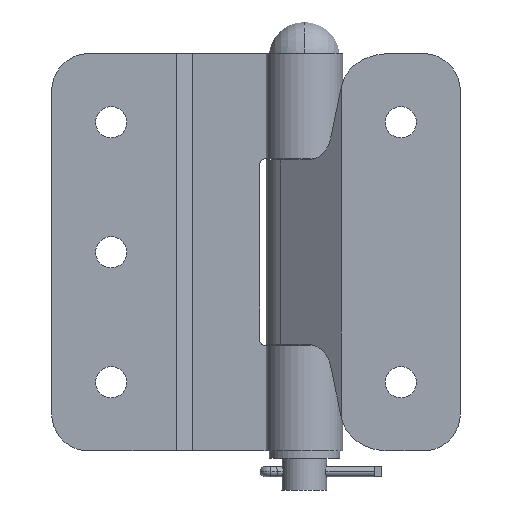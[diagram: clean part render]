
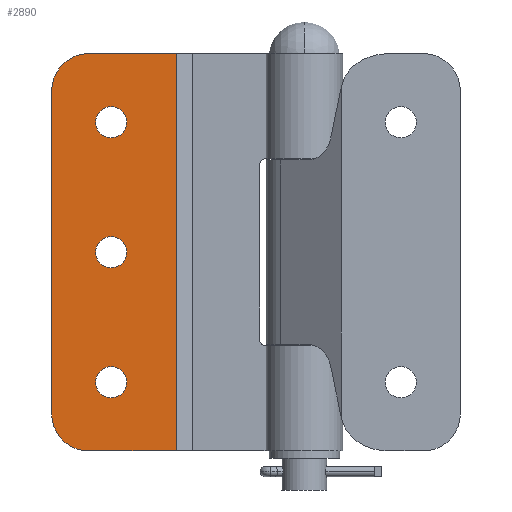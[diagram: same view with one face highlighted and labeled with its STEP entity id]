
A CAD part, left-side view. The second image highlights one B-rep face of the part: STEP entity #2890.
In plain terms, the highlighted face is planar.
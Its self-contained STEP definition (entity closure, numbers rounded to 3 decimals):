
#9 = VERTEX_POINT ( 'NONE', #1201 ) ;
#25 = VERTEX_POINT ( 'NONE', #1261 ) ;
#137 = VERTEX_POINT ( 'NONE', #1284 ) ;
#138 = VERTEX_POINT ( 'NONE', #1314 ) ;
#312 = VERTEX_POINT ( 'NONE', #1321 ) ;
#352 = VERTEX_POINT ( 'NONE', #1510 ) ;
#464 = VERTEX_POINT ( 'NONE', #1442 ) ;
#489 = VERTEX_POINT ( 'NONE', #1426 ) ;
#494 = VERTEX_POINT ( 'NONE', #1430 ) ;
#499 = VERTEX_POINT ( 'NONE', #1162 ) ;
#518 = VERTEX_POINT ( 'NONE', #1163 ) ;
#526 = VERTEX_POINT ( 'NONE', #1446 ) ;
#584 = CIRCLE ( 'NONE', #3185, 4.2 ) ;
#586 = CIRCLE ( 'NONE', #3160, 10. ) ;
#590 = CIRCLE ( 'NONE', #3158, 10. ) ;
#598 = CARTESIAN_POINT ( 'NONE',  ( 34.5, 4., 53.5 ) ) ;
#600 = DIRECTION ( 'NONE',  ( 0., 1., 0. ) ) ;
#601 = CARTESIAN_POINT ( 'NONE',  ( 34.5, 4., 53.5 ) ) ;
#618 = DIRECTION ( 'NONE',  ( 1., 0., 0. ) ) ;
#624 = DIRECTION ( 'NONE',  ( 0., 1., 0. ) ) ;
#625 = DIRECTION ( 'NONE',  ( 0., 0., 1. ) ) ;
#628 = CARTESIAN_POINT ( 'NONE',  ( 52., 4., -35. ) ) ;
#629 = DIRECTION ( 'NONE',  ( 0., 0., 1. ) ) ;
#637 = PLANE ( 'NONE',  #970 ) ;
#640 = DIRECTION ( 'NONE',  ( 0., 0., 1. ) ) ;
#642 = DIRECTION ( 'NONE',  ( 0., 1., 0. ) ) ;
#702 = CARTESIAN_POINT ( 'NONE',  ( 52., 4., 35. ) ) ;
#752 = DIRECTION ( 'NONE',  ( 0., 0., -1. ) ) ;
#753 = CARTESIAN_POINT ( 'NONE',  ( 34.5, 4., 53.5 ) ) ;
#935 = CIRCLE ( 'NONE', #1062, 4.2 ) ;
#959 = CIRCLE ( 'NONE', #962, 4.2 ) ;
#962 = AXIS2_PLACEMENT_3D ( 'NONE', #628, #600, #629 ) ;
#963 = VECTOR ( 'NONE', #618, 1000. ) ;
#970 = AXIS2_PLACEMENT_3D ( 'NONE', #601, #642, #640 ) ;
#977 = CIRCLE ( 'NONE', #1102, 4.2 ) ;
#985 = CIRCLE ( 'NONE', #1000, 4.2 ) ;
#1000 = AXIS2_PLACEMENT_3D ( 'NONE', #3766, #3628, #3699 ) ;
#1035 = VECTOR ( 'NONE', #752, 1000. ) ;
#1062 = AXIS2_PLACEMENT_3D ( 'NONE', #702, #624, #625 ) ;
#1097 = VECTOR ( 'NONE', #3603, 1000. ) ;
#1102 = AXIS2_PLACEMENT_3D ( 'NONE', #3719, #3730, #3686 ) ;
#1162 = CARTESIAN_POINT ( 'NONE',  ( 68., 4., 43.5 ) ) ;
#1163 = CARTESIAN_POINT ( 'NONE',  ( 68., 4., -43.5 ) ) ;
#1201 = CARTESIAN_POINT ( 'NONE',  ( 52., 4., 30.8 ) ) ;
#1261 = CARTESIAN_POINT ( 'NONE',  ( 52., 4., -39.2 ) ) ;
#1284 = CARTESIAN_POINT ( 'NONE',  ( 34.5, 4., -53.5 ) ) ;
#1314 = CARTESIAN_POINT ( 'NONE',  ( 58., 4., -53.5 ) ) ;
#1321 = CARTESIAN_POINT ( 'NONE',  ( 52., 4., 39.2 ) ) ;
#1426 = CARTESIAN_POINT ( 'NONE',  ( 52., 4., -30.8 ) ) ;
#1430 = CARTESIAN_POINT ( 'NONE',  ( 34.5, 4., 53.5 ) ) ;
#1442 = CARTESIAN_POINT ( 'NONE',  ( 58., 4., 53.5 ) ) ;
#1446 = CARTESIAN_POINT ( 'NONE',  ( 52., 4., 4.2 ) ) ;
#1510 = CARTESIAN_POINT ( 'NONE',  ( 52., 4., -4.2 ) ) ;
#1955 = EDGE_LOOP ( 'NONE', ( #2415, #2357 ) ) ;
#1956 = EDGE_LOOP ( 'NONE', ( #2028, #2349 ) ) ;
#1957 = EDGE_LOOP ( 'NONE', ( #2351, #2355 ) ) ;
#1997 = EDGE_LOOP ( 'NONE', ( #2026, #2367, #2382, #2353, #2364, #2354 ) ) ;
#2026 = ORIENTED_EDGE ( 'NONE', *, *, #2738, .F. ) ;
#2028 = ORIENTED_EDGE ( 'NONE', *, *, #2753, .T. ) ;
#2104 = LINE ( 'NONE', #753, #1035 ) ;
#2170 = LINE ( 'NONE', #3278, #2628 ) ;
#2260 = FACE_BOUND ( 'NONE', #1957, .T. ) ;
#2262 = FACE_OUTER_BOUND ( 'NONE', #1997, .T. ) ;
#2264 = LINE ( 'NONE', #598, #963 ) ;
#2269 = FACE_BOUND ( 'NONE', #1955, .T. ) ;
#2270 = FACE_BOUND ( 'NONE', #1956, .T. ) ;
#2334 = LINE ( 'NONE', #3622, #1097 ) ;
#2349 = ORIENTED_EDGE ( 'NONE', *, *, #2853, .T. ) ;
#2351 = ORIENTED_EDGE ( 'NONE', *, *, #2742, .T. ) ;
#2353 = ORIENTED_EDGE ( 'NONE', *, *, #2794, .T. ) ;
#2354 = ORIENTED_EDGE ( 'NONE', *, *, #2739, .T. ) ;
#2355 = ORIENTED_EDGE ( 'NONE', *, *, #2888, .T. ) ;
#2357 = ORIENTED_EDGE ( 'NONE', *, *, #2911, .T. ) ;
#2364 = ORIENTED_EDGE ( 'NONE', *, *, #2940, .T. ) ;
#2367 = ORIENTED_EDGE ( 'NONE', *, *, #2741, .T. ) ;
#2382 = ORIENTED_EDGE ( 'NONE', *, *, #2891, .F. ) ;
#2415 = ORIENTED_EDGE ( 'NONE', *, *, #2956, .T. ) ;
#2628 = VECTOR ( 'NONE', #3509, 1000. ) ;
#2738 = EDGE_CURVE ( 'NONE', #499, #518, #2170, .T. ) ;
#2739 = EDGE_CURVE ( 'NONE', #138, #518, #590, .T. ) ;
#2741 = EDGE_CURVE ( 'NONE', #499, #464, #586, .T. ) ;
#2742 = EDGE_CURVE ( 'NONE', #489, #25, #584, .T. ) ;
#2753 = EDGE_CURVE ( 'NONE', #312, #9, #3179, .T. ) ;
#2794 = EDGE_CURVE ( 'NONE', #494, #137, #2104, .T. ) ;
#2853 = EDGE_CURVE ( 'NONE', #9, #312, #935, .T. ) ;
#2888 = EDGE_CURVE ( 'NONE', #25, #489, #959, .T. ) ;
#2890 = ADVANCED_FACE ( 'NONE', ( #2270, #2269, #2260, #2262 ), #637, .F. ) ;
#2891 = EDGE_CURVE ( 'NONE', #494, #464, #2264, .T. ) ;
#2911 = EDGE_CURVE ( 'NONE', #352, #526, #977, .T. ) ;
#2940 = EDGE_CURVE ( 'NONE', #137, #138, #2334, .T. ) ;
#2956 = EDGE_CURVE ( 'NONE', #526, #352, #985, .T. ) ;
#3158 = AXIS2_PLACEMENT_3D ( 'NONE', #3474, #3469, #3481 ) ;
#3160 = AXIS2_PLACEMENT_3D ( 'NONE', #3396, #3339, #3408 ) ;
#3163 = AXIS2_PLACEMENT_3D ( 'NONE', #3405, #3428, #3510 ) ;
#3179 = CIRCLE ( 'NONE', #3163, 4.2 ) ;
#3185 = AXIS2_PLACEMENT_3D ( 'NONE', #3390, #3381, #3370 ) ;
#3278 = CARTESIAN_POINT ( 'NONE',  ( 68., 4., 53.5 ) ) ;
#3339 = DIRECTION ( 'NONE',  ( 0., -1., 0. ) ) ;
#3370 = DIRECTION ( 'NONE',  ( 0., 0., 1. ) ) ;
#3381 = DIRECTION ( 'NONE',  ( 0., 1., 0. ) ) ;
#3390 = CARTESIAN_POINT ( 'NONE',  ( 52., 4., -35. ) ) ;
#3396 = CARTESIAN_POINT ( 'NONE',  ( 58., 4., 43.5 ) ) ;
#3405 = CARTESIAN_POINT ( 'NONE',  ( 52., 4., 35. ) ) ;
#3408 = DIRECTION ( 'NONE',  ( 0., 0., 1. ) ) ;
#3428 = DIRECTION ( 'NONE',  ( 0., 1., 0. ) ) ;
#3469 = DIRECTION ( 'NONE',  ( 0., -1., 0. ) ) ;
#3474 = CARTESIAN_POINT ( 'NONE',  ( 58., 4., -43.5 ) ) ;
#3481 = DIRECTION ( 'NONE',  ( 0., 0., 1. ) ) ;
#3509 = DIRECTION ( 'NONE',  ( 0., 0., -1. ) ) ;
#3510 = DIRECTION ( 'NONE',  ( 0., 0., 1. ) ) ;
#3603 = DIRECTION ( 'NONE',  ( 1., 0., 0. ) ) ;
#3622 = CARTESIAN_POINT ( 'NONE',  ( 34.5, 4., -53.5 ) ) ;
#3628 = DIRECTION ( 'NONE',  ( 0., 1., 0. ) ) ;
#3686 = DIRECTION ( 'NONE',  ( 0., 0., 1. ) ) ;
#3699 = DIRECTION ( 'NONE',  ( 0., 0., 1. ) ) ;
#3719 = CARTESIAN_POINT ( 'NONE',  ( 52., 4., 0. ) ) ;
#3730 = DIRECTION ( 'NONE',  ( 0., 1., 0. ) ) ;
#3766 = CARTESIAN_POINT ( 'NONE',  ( 52., 4., 0. ) ) ;
